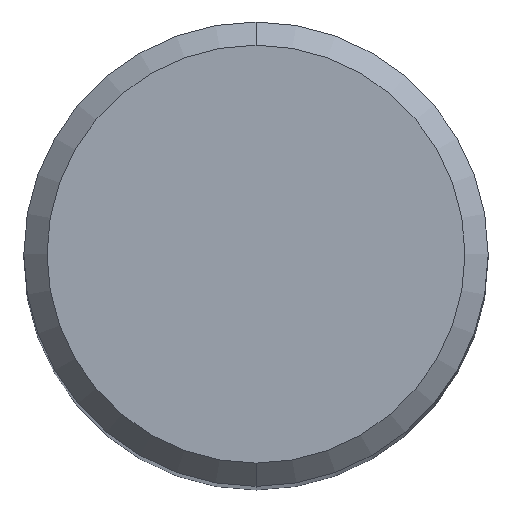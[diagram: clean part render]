
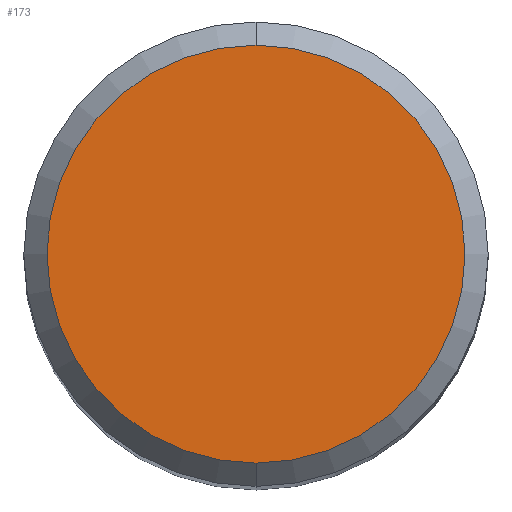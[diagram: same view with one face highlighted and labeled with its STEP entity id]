
A CAD part, top view. The second image highlights one B-rep face of the part: STEP entity #173.
In plain terms, the highlighted planar face has unit normal (0, 0, 1).
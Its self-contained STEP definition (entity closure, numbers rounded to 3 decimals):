
#101=EDGE_CURVE('',#103,#227,#252,.T.);
#103=VERTEX_POINT('',#254);
#113=EDGE_CURVE('',#227,#103,#265,.T.);
#173=ADVANCED_FACE('',(#334),#335,.T.);
#227=VERTEX_POINT('',#395);
#252=CIRCLE('',#415,4.5);
#254=CARTESIAN_POINT('',(0.0,4.5,0.0));
#265=CIRCLE('',#430,4.5);
#334=FACE_OUTER_BOUND('',#515,.T.);
#335=PLANE('',#516);
#395=CARTESIAN_POINT('',(0.,-4.5,0.0));
#415=AXIS2_PLACEMENT_3D('',#602,#603,#604);
#430=AXIS2_PLACEMENT_3D('',#616,#617,#618);
#515=EDGE_LOOP('',(#710,#711));
#516=AXIS2_PLACEMENT_3D('',#712,#713,#714);
#602=CARTESIAN_POINT('',(0.0,0.0,0.0));
#603=DIRECTION('',(0.0,0.0,-1.0));
#604=DIRECTION('',(0.0,1.0,0.0));
#616=CARTESIAN_POINT('',(0.0,0.0,0.0));
#617=DIRECTION('',(0.0,0.0,-1.0));
#618=DIRECTION('',(0.0,1.0,0.0));
#710=ORIENTED_EDGE('',*,*,#101,.F.);
#711=ORIENTED_EDGE('',*,*,#113,.F.);
#712=CARTESIAN_POINT('',(0.0,2.25,0.0));
#713=DIRECTION('',(-0.0,0.0,1.0));
#714=DIRECTION('',(0.0,-1.0,0.0));
